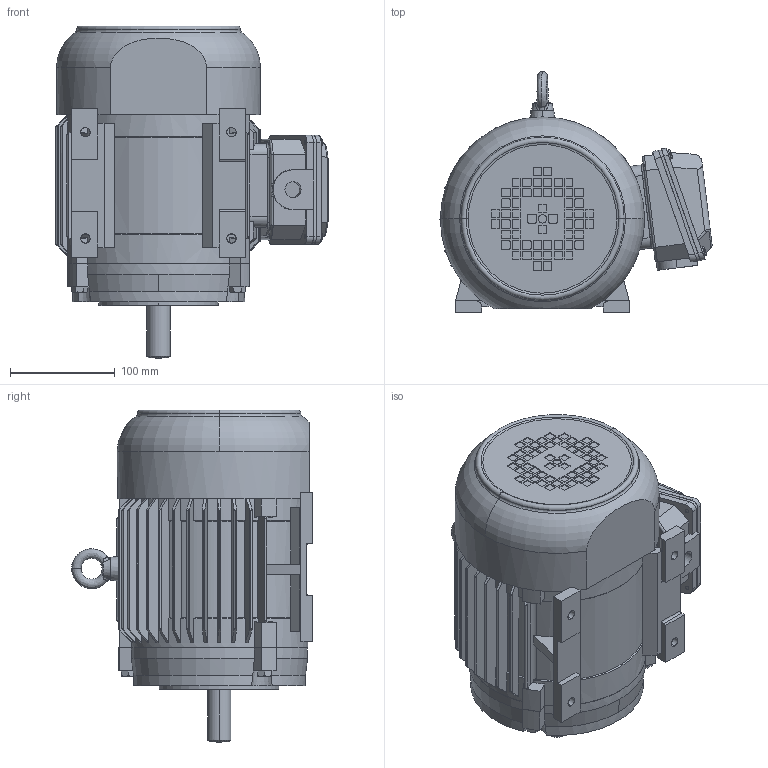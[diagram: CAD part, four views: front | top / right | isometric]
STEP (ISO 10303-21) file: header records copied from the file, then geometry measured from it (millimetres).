
FILE_DESCRIPTION (( 'STEP AP214' ), '1' );
FILE_NAME ('PEWWE-143TC.STEP', '2018-07-16T21:39:50', ( '' ), ( '' ), 'SwSTEP 2.0', 'SolidWorks 2017', '' );
FILE_SCHEMA (( 'AUTOMOTIVE_DESIGN' ));
Length unit declared in the file: inch
Products named in the file (1): PEWWE-143TC
Bounding box: 260.22 x 230.26 x 317.47 mm (x, y, z)
Volume: 4779232.9 mm3; surface area: 579421.8 mm2
Topology: 14 solids, 18 shells, 1419 faces, 3829 edges, 2515 vertices
Faces by surface type: plane 652, cylinder 556, cone 140, torus 48, bspline 23
Entity records: 55239 total; most frequent: CARTESIAN_POINT 20104, ORIENTED_EDGE 7634, DIRECTION 6845, EDGE_CURVE 3817, VERTEX_POINT 2515, AXIS2_PLACEMENT_3D 2498, LINE 1849, VECTOR 1849
